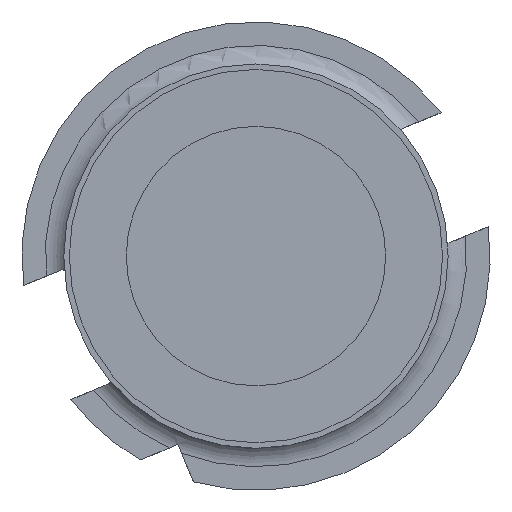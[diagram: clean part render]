
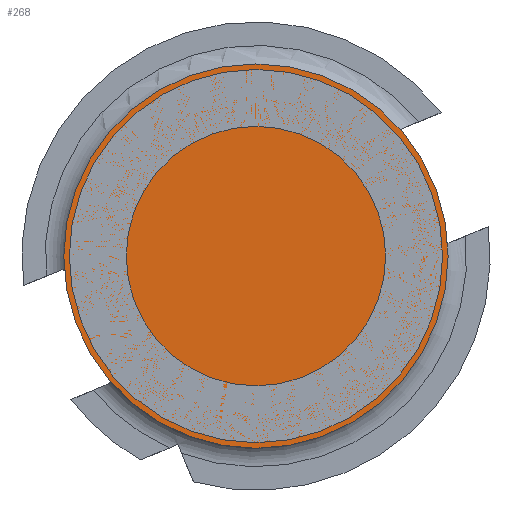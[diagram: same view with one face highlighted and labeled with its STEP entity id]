
A CAD part, left-side view. The second image highlights one B-rep face of the part: STEP entity #268.
In plain terms, the highlighted planar face has unit normal (-1, 0, 0).
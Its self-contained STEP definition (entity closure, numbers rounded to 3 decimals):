
#268=ADVANCED_FACE('',(#353),#295,.T.);
#295=PLANE('',#1483);
#353=FACE_OUTER_BOUND('',#449,.T.);
#449=EDGE_LOOP('',(#888));
#526=CIRCLE('',#1482,40.);
#888=ORIENTED_EDGE('',*,*,#1200,.F.);
#1018=VERTEX_POINT('',#2586);
#1200=EDGE_CURVE('',#1018,#1018,#526,.T.);
#1482=AXIS2_PLACEMENT_3D('',#2585,#1852,#1853);
#1483=AXIS2_PLACEMENT_3D('',#2587,#1854,#1855);
#1852=DIRECTION('',(1.,0.,0.));
#1853=DIRECTION('',(0.,0.,-1.));
#1854=DIRECTION('',(-1.,0.,0.));
#1855=DIRECTION('',(0.,0.,1.));
#2585=CARTESIAN_POINT('',(1.,0.,0.));
#2586=CARTESIAN_POINT('',(1.,0.,-40.));
#2587=CARTESIAN_POINT('',(1.,0.,0.));
